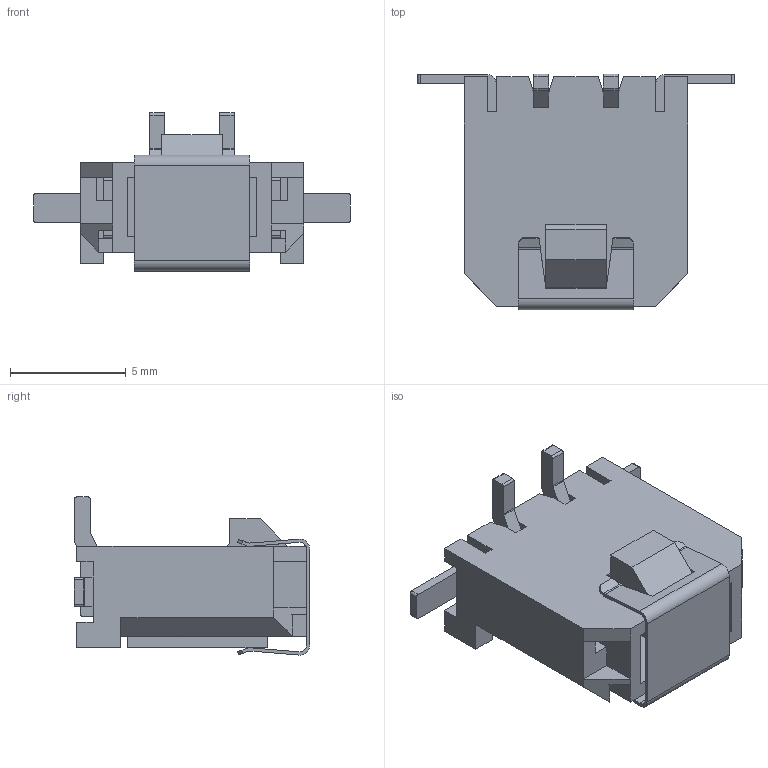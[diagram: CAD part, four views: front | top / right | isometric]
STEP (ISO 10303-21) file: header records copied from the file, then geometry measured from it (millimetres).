
FILE_DESCRIPTION(/* description */ ('Unknown'),/* implementation_level */ '2;1');
FILE_NAME(/* name */ '662302131822',/* time_stamp */ '2020-03-26T11:06:06+01:00',/* author */ ('Unknown'),/* organization */ ('Unknown'),/* preprocessor_version */ 'ST-DEVELOPER v16.7',/* originating_system */ 'DEX',/* authorisation */ $);
FILE_SCHEMA (('AUTOMOTIVE_DESIGN {1 0 10303 214 3 1 1}'));
Length unit declared in the file: millimetre
Products named in the file (5): 6623xx131822; 662302131822; 6623xx131822_Pin; 6623xx131822_Cap2; 6623xx131822_Patte
Assembly tree (6 placements, depth 2):
  6623xx131822
    662302131822
    6623xx131822_Pin  x2
    6623xx131822_Cap2
    6623xx131822_Patte  x2
Bounding box: 13.65 x 10.15 x 6.81 mm (x, y, z)
Volume: 259 mm3; surface area: 858.2 mm2
Topology: 6 solids, 6 shells, 265 faces, 746 edges, 488 vertices
Faces by surface type: plane 222, cylinder 43
Entity records: 7169 total; most frequent: CARTESIAN_POINT 1258, ORIENTED_EDGE 1248, DIRECTION 1130, EDGE_CURVE 624, LINE 570, VECTOR 570, VERTEX_POINT 408, AXIS2_PLACEMENT_3D 280
